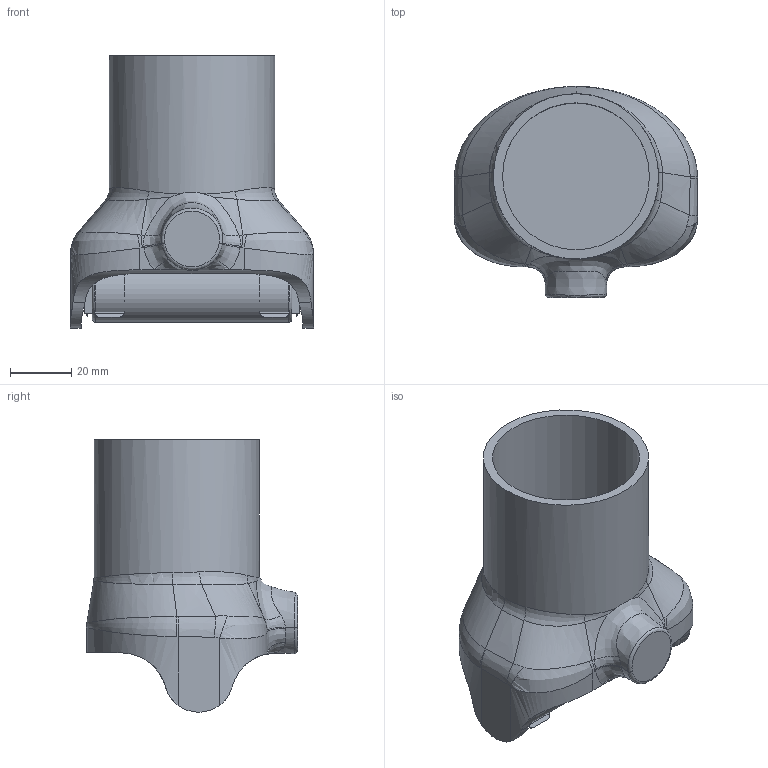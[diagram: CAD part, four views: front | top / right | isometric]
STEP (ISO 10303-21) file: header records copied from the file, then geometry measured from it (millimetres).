
FILE_DESCRIPTION(/* description */ (''),/* implementation_level */ '2;1');
FILE_NAME(/* name */ 'imtuvas.stp',/* time_stamp */ '2016-03-21T16:59:46+02:00',/* author */ ('v'),/* organization */ (''),/* preprocessor_version */ 'ST-DEVELOPER v16.1',/* originating_system */ 'Autodesk Inventor 2016',/* authorisation */ '');
FILE_SCHEMA (('AUTOMOTIVE_DESIGN { 1 0 10303 214 3 1 1 }'));
Length unit declared in the file: inch
Products named in the file (6): Layout_1; sklaidytuvas; 18650; pcb; keystone-PN54; imtuvas
Assembly tree (6 placements, depth 2):
  imtuvas
    Layout_1
    sklaidytuvas
    18650
    pcb
    keystone-PN54  x2
Bounding box: 79.43 x 68.99 x 89.05 mm (x, y, z)
Volume: 92854.1 mm3; surface area: 54498.1 mm2
Topology: 9 solids, 9 shells, 341 faces, 861 edges, 559 vertices
Faces by surface type: plane 169, cylinder 108, bspline 54, torus 6, sphere 4
Full cylindrical faces by diameter (mm): 1.575 x2, 1.83 x12, 3.15 x4, 18.6 x1, 48 x2, 50 x1, 50.2 x2, 54 x1
Entity records: 15196 total; most frequent: CARTESIAN_POINT 9738, ORIENTED_EDGE 1070, DIRECTION 1010, EDGE_CURVE 535, AXIS2_PLACEMENT_3D 368, VERTEX_POINT 350, EDGE_LOOP 307, LINE 274
